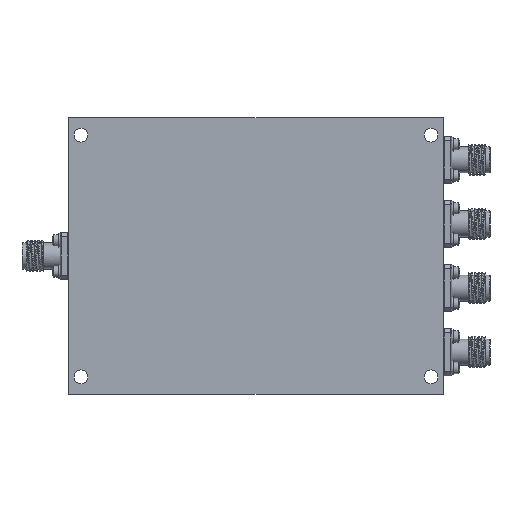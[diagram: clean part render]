
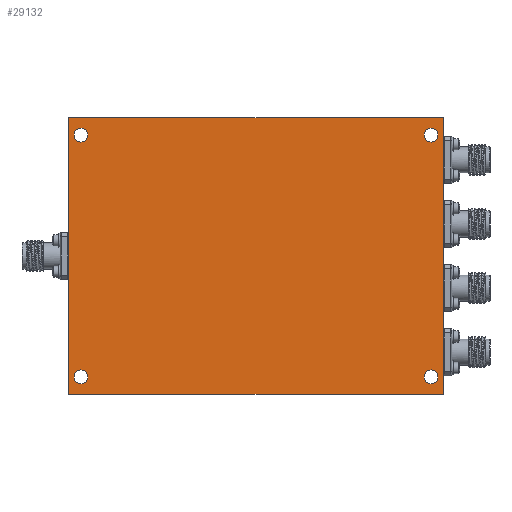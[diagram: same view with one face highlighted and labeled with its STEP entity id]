
A CAD part, front view. The second image highlights one B-rep face of the part: STEP entity #29132.
In plain terms, the highlighted planar face has unit normal (0, -1, 0).
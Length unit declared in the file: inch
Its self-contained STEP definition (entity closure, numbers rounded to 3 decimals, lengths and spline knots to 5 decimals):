
#1037 = CARTESIAN_POINT ( 'NONE',  ( -1.3975, -0.197, -0.9645 ) ) ;
#3552 = AXIS2_PLACEMENT_3D ( 'NONE', #8348, #68193, #67412 ) ;
#4531 = CARTESIAN_POINT ( 'NONE',  ( -1.3975, -0.197, -0.9095 ) ) ;
#4924 = ORIENTED_EDGE ( 'NONE', *, *, #21690, .F. ) ;
#5544 = CARTESIAN_POINT ( 'NONE',  ( 0., -0.197, 0. ) ) ;
#5709 = ORIENTED_EDGE ( 'NONE', *, *, #18281, .T. ) ;
#6420 = EDGE_LOOP ( 'NONE', ( #54303 ) ) ;
#7263 = DIRECTION ( 'NONE',  ( 0., 1., 0. ) ) ;
#7963 = DIRECTION ( 'NONE',  ( 0., 0., -1. ) ) ;
#8348 = CARTESIAN_POINT ( 'NONE',  ( -1.3975, -0.197, 0.9645 ) ) ;
#8533 = CARTESIAN_POINT ( 'NONE',  ( 1.3975, -0.197, -0.9645 ) ) ;
#9920 = ORIENTED_EDGE ( 'NONE', *, *, #46911, .T. ) ;
#11040 = FACE_BOUND ( 'NONE', #6420, .T. ) ;
#12013 = ORIENTED_EDGE ( 'NONE', *, *, #31088, .F. ) ;
#14470 = CARTESIAN_POINT ( 'NONE',  ( 1.496, -0.197, -1.1025 ) ) ;
#14915 = CIRCLE ( 'NONE', #68624, 0.055 ) ;
#15707 = ORIENTED_EDGE ( 'NONE', *, *, #68446, .F. ) ;
#15720 = CARTESIAN_POINT ( 'NONE',  ( 1.3975, -0.197, 1.0195 ) ) ;
#15783 = FACE_OUTER_BOUND ( 'NONE', #67257, .T. ) ;
#16920 = CIRCLE ( 'NONE', #59332, 0.055 ) ;
#17571 = CARTESIAN_POINT ( 'NONE',  ( 1.496, -0.197, 1.1025 ) ) ;
#17609 = DIRECTION ( 'NONE',  ( 1., 0., 0. ) ) ;
#18229 = CARTESIAN_POINT ( 'NONE',  ( -1.3975, -0.197, 1.0195 ) ) ;
#18281 = EDGE_CURVE ( 'NONE', #45768, #45768, #22343, .T. ) ;
#20189 = VERTEX_POINT ( 'NONE', #17571 ) ;
#21690 = EDGE_CURVE ( 'NONE', #70512, #20189, #24651, .T. ) ;
#22059 = PLANE ( 'NONE',  #22231 ) ;
#22206 = EDGE_LOOP ( 'NONE', ( #32686 ) ) ;
#22231 = AXIS2_PLACEMENT_3D ( 'NONE', #5544, #29471, #75175 ) ;
#22343 = CIRCLE ( 'NONE', #48532, 0.055 ) ;
#22781 = VECTOR ( 'NONE', #36647, 39.37008 ) ;
#24651 = LINE ( 'NONE', #42158, #56006 ) ;
#26092 = LINE ( 'NONE', #32377, #22781 ) ;
#29132 = ADVANCED_FACE ( 'NONE', ( #63799, #11040, #58721, #40399, #15783 ), #22059, .F. ) ;
#29471 = DIRECTION ( 'NONE',  ( 0., 1., 0. ) ) ;
#31088 = EDGE_CURVE ( 'NONE', #61590, #70512, #33265, .T. ) ;
#31212 = DIRECTION ( 'NONE',  ( 0., 0., 1. ) ) ;
#31705 = CARTESIAN_POINT ( 'NONE',  ( -1.496, -0.197, -1.1025 ) ) ;
#32377 = CARTESIAN_POINT ( 'NONE',  ( -1.496, -0.197, -1.1025 ) ) ;
#32686 = ORIENTED_EDGE ( 'NONE', *, *, #65465, .T. ) ;
#33265 = LINE ( 'NONE', #31705, #55269 ) ;
#36647 = DIRECTION ( 'NONE',  ( -1., 0., 0. ) ) ;
#38997 = ORIENTED_EDGE ( 'NONE', *, *, #63061, .F. ) ;
#39878 = VERTEX_POINT ( 'NONE', #14470 ) ;
#40399 = FACE_BOUND ( 'NONE', #43460, .T. ) ;
#42158 = CARTESIAN_POINT ( 'NONE',  ( -1.496, -0.197, 1.1025 ) ) ;
#43460 = EDGE_LOOP ( 'NONE', ( #5709 ) ) ;
#45768 = VERTEX_POINT ( 'NONE', #69661 ) ;
#46911 = EDGE_CURVE ( 'NONE', #68903, #68903, #14915, .T. ) ;
#48532 = AXIS2_PLACEMENT_3D ( 'NONE', #8533, #50053, #63250 ) ;
#50053 = DIRECTION ( 'NONE',  ( 0., 1., 0. ) ) ;
#52101 = CARTESIAN_POINT ( 'NONE',  ( 1.3975, -0.197, 0.9645 ) ) ;
#53223 = DIRECTION ( 'NONE',  ( 0., 0., 1. ) ) ;
#53338 = VECTOR ( 'NONE', #7963, 39.37008 ) ;
#54303 = ORIENTED_EDGE ( 'NONE', *, *, #72304, .T. ) ;
#54939 = LINE ( 'NONE', #61525, #53338 ) ;
#55025 = CARTESIAN_POINT ( 'NONE',  ( -1.496, -0.197, 1.1025 ) ) ;
#55269 = VECTOR ( 'NONE', #55485, 39.37008 ) ;
#55485 = DIRECTION ( 'NONE',  ( 0., 0., 1. ) ) ;
#56006 = VECTOR ( 'NONE', #17609, 39.37008 ) ;
#58721 = FACE_BOUND ( 'NONE', #73389, .T. ) ;
#59332 = AXIS2_PLACEMENT_3D ( 'NONE', #1037, #7263, #31212 ) ;
#61525 = CARTESIAN_POINT ( 'NONE',  ( 1.496, -0.197, -1.1025 ) ) ;
#61590 = VERTEX_POINT ( 'NONE', #73317 ) ;
#62387 = VERTEX_POINT ( 'NONE', #4531 ) ;
#63061 = EDGE_CURVE ( 'NONE', #39878, #61590, #26092, .T. ) ;
#63250 = DIRECTION ( 'NONE',  ( 0., 0., 1. ) ) ;
#63799 = FACE_BOUND ( 'NONE', #22206, .T. ) ;
#64725 = VERTEX_POINT ( 'NONE', #18229 ) ;
#65465 = EDGE_CURVE ( 'NONE', #62387, #62387, #16920, .T. ) ;
#67257 = EDGE_LOOP ( 'NONE', ( #12013, #38997, #15707, #4924 ) ) ;
#67412 = DIRECTION ( 'NONE',  ( 0., 0., 1. ) ) ;
#68193 = DIRECTION ( 'NONE',  ( 0., 1., 0. ) ) ;
#68446 = EDGE_CURVE ( 'NONE', #20189, #39878, #54939, .T. ) ;
#68624 = AXIS2_PLACEMENT_3D ( 'NONE', #52101, #71197, #53223 ) ;
#68903 = VERTEX_POINT ( 'NONE', #15720 ) ;
#69661 = CARTESIAN_POINT ( 'NONE',  ( 1.3975, -0.197, -0.9095 ) ) ;
#70512 = VERTEX_POINT ( 'NONE', #55025 ) ;
#71197 = DIRECTION ( 'NONE',  ( 0., 1., 0. ) ) ;
#72304 = EDGE_CURVE ( 'NONE', #64725, #64725, #73509, .T. ) ;
#73317 = CARTESIAN_POINT ( 'NONE',  ( -1.496, -0.197, -1.1025 ) ) ;
#73389 = EDGE_LOOP ( 'NONE', ( #9920 ) ) ;
#73509 = CIRCLE ( 'NONE', #3552, 0.055 ) ;
#75175 = DIRECTION ( 'NONE',  ( 0., 0., 1. ) ) ;
